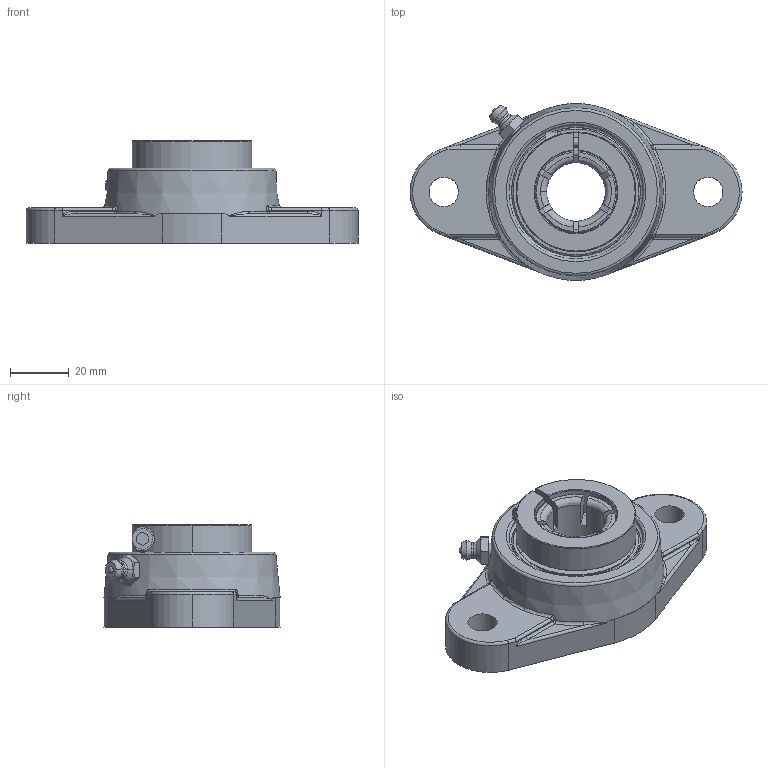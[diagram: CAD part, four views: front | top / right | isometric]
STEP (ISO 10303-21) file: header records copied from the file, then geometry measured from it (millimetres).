
FILE_DESCRIPTION(('HOOPS Exchange Step'),'2;1');
FILE_NAME('export-3CE1C47C-B2A9-4157-980F-74CF92D765CA.stp','2019-12-13T09:35:31-08:00',('ibuslach'),('Alibre'),'HOOPS Exchange 2019.2','Alibre','Unknown authorisation');
FILE_SCHEMA( ('AP242_MANAGED_MODEL_BASED_3D_ENGINEERING_MIM_LF {1 0 10303 442 1 1 4 }') );
Length unit declared in the file: centimetre
Products named in the file (8): MRN SFT 204; UCP ZERK 5mm; SUE 204 RACES; SUE 204 SHIELD; SUE 204 LOCK RING; SUE 204 BOLT; MRN SUE 204; MRN SUEFT 204
Assembly tree (8 placements, depth 3):
  MRN SUEFT 204
    MRN SFT 204
    UCP ZERK 5mm
    MRN SUE 204
      SUE 204 RACES
      SUE 204 SHIELD  x2
      SUE 204 LOCK RING
      SUE 204 BOLT
Bounding box: 113 x 60.15 x 34.8 mm (x, y, z)
Volume: 71501.6 mm3; surface area: 33984 mm2
Topology: 8 solids, 8 shells, 268 faces, 713 edges, 455 vertices
Faces by surface type: plane 77, cylinder 76, cone 41, torus 37, bspline 24, sphere 13
Full cylindrical faces by diameter (mm): 1.474 x2, 3.242 x2, 4 x1, 5 x2, 7 x1, 10 x2, 20 x1, 32 x4, 32.508 x2, 40 x2, 40.792 x2, 45.72 x1, 48.895 x1
Entity records: 19335 total; most frequent: CARTESIAN_POINT 12756, ORIENTED_EDGE 1366, DIRECTION 1355, EDGE_CURVE 683, AXIS2_PLACEMENT_3D 568, VERTEX_POINT 441, CIRCLE 295, EDGE_LOOP 288
